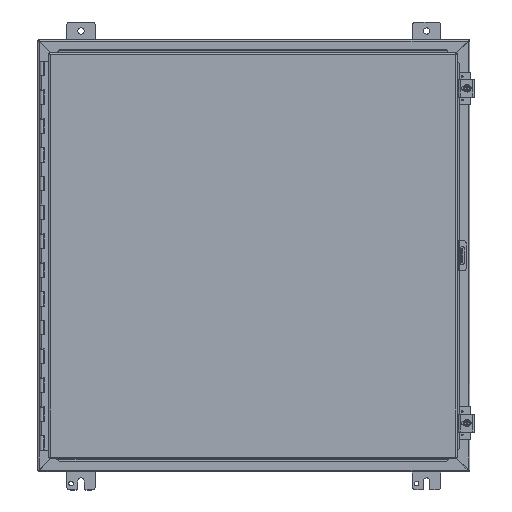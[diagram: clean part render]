
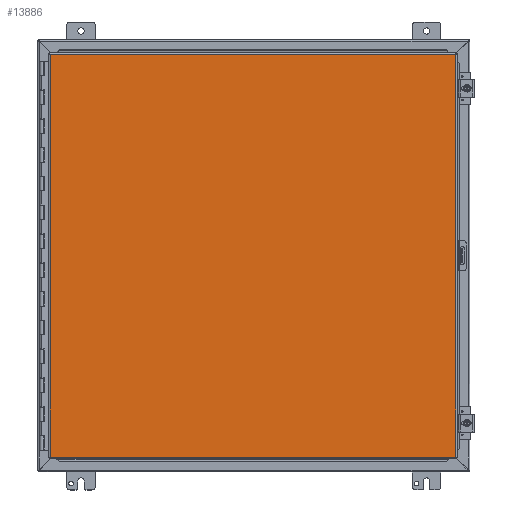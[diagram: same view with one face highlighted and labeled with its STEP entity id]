
A CAD part, top view. The second image highlights one B-rep face of the part: STEP entity #13886.
In plain terms, the highlighted face is planar.
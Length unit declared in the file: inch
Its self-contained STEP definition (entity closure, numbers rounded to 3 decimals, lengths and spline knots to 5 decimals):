
#13043=CARTESIAN_POINT('',(-14.08225,-13.9885,0.));
#13044=VERTEX_POINT('',#13043);
#13055=CARTESIAN_POINT('',(14.08225,-13.9885,0.));
#13056=VERTEX_POINT('',#13055);
#13057=CARTESIAN_POINT('',(14.08225,-13.9885,0.0));
#13058=DIRECTION('',(-1.0,0.0,0.0));
#13059=VECTOR('',#13058,28.1645);
#13060=LINE('',#13057,#13059);
#13061=EDGE_CURVE('',#13056,#13044,#13060,.T.);
#13177=CARTESIAN_POINT('',(-14.08225,13.9885,0.));
#13178=VERTEX_POINT('',#13177);
#13276=CARTESIAN_POINT('',(14.08225,13.9885,0.));
#13277=VERTEX_POINT('',#13276);
#13288=CARTESIAN_POINT('',(-14.08225,13.9885,0.0));
#13289=DIRECTION('',(1.0,0.0,0.0));
#13290=VECTOR('',#13289,28.1645);
#13291=LINE('',#13288,#13290);
#13292=EDGE_CURVE('',#13178,#13277,#13291,.T.);
#13597=CARTESIAN_POINT('',(-14.08225,-13.9885,0.0));
#13598=DIRECTION('',(0.0,1.0,0.0));
#13599=VECTOR('',#13598,27.977);
#13600=LINE('',#13597,#13599);
#13601=EDGE_CURVE('',#13044,#13178,#13600,.T.);
#13691=CARTESIAN_POINT('',(14.08225,13.9885,0.0));
#13692=DIRECTION('',(0.0,-1.0,0.0));
#13693=VECTOR('',#13692,27.977);
#13694=LINE('',#13691,#13693);
#13695=EDGE_CURVE('',#13277,#13056,#13694,.T.);
#13875=CARTESIAN_POINT('',(0.,0.,0.0));
#13876=DIRECTION('',(0.0,0.0,1.0));
#13877=DIRECTION('',(1.0,0.0,0.0));
#13878=AXIS2_PLACEMENT_3D('',#13875,#13876,#13877);
#13879=PLANE('',#13878);
#13880=ORIENTED_EDGE('',*,*,#13601,.T.);
#13881=ORIENTED_EDGE('',*,*,#13292,.T.);
#13882=ORIENTED_EDGE('',*,*,#13695,.T.);
#13883=ORIENTED_EDGE('',*,*,#13061,.T.);
#13884=EDGE_LOOP('',(#13880,#13881,#13882,#13883));
#13885=FACE_OUTER_BOUND('',#13884,.T.);
#13886=ADVANCED_FACE('',(#13885),#13879,.F.);
